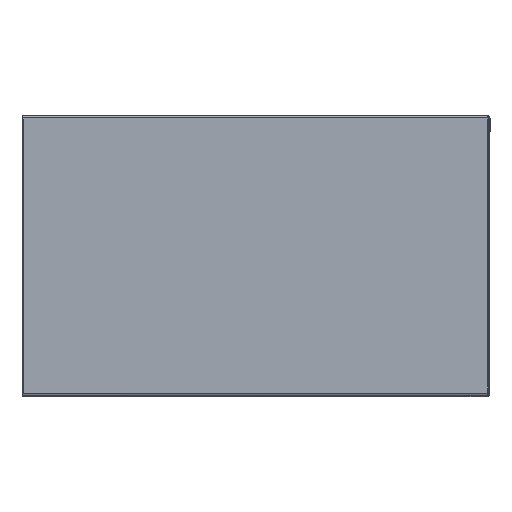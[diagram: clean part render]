
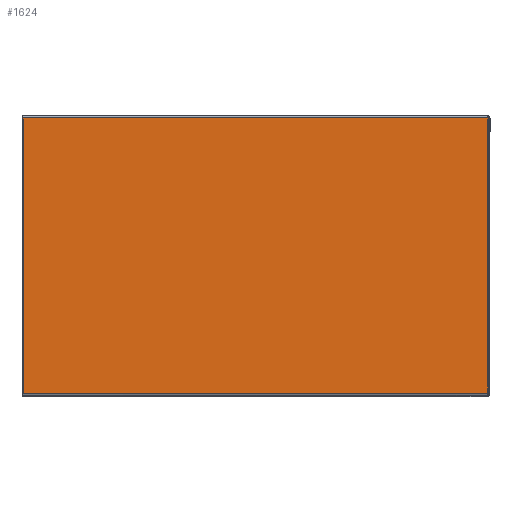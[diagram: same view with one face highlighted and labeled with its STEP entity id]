
A CAD part, top view. The second image highlights one B-rep face of the part: STEP entity #1624.
In plain terms, the highlighted planar face has unit normal (0, 0, 1).
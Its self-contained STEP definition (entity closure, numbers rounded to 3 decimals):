
#24 = CARTESIAN_POINT ( 'NONE',  ( -500., -300., 0. ) ) ;
#32 = ORIENTED_EDGE ( 'NONE', *, *, #3078, .T. ) ;
#72 = CARTESIAN_POINT ( 'NONE',  ( 497., 294., 0. ) ) ;
#171 = EDGE_CURVE ( 'NONE', #4436, #1666, #2917, .T. ) ;
#299 = DIRECTION ( 'NONE',  ( 0., -1., 0. ) ) ;
#416 = DIRECTION ( 'NONE',  ( 1., 0., 0. ) ) ;
#584 = CARTESIAN_POINT ( 'NONE',  ( 0., 0., 0. ) ) ;
#596 = VERTEX_POINT ( 'NONE', #72 ) ;
#877 = AXIS2_PLACEMENT_3D ( 'NONE', #584, #2981, #3658 ) ;
#888 = EDGE_CURVE ( 'NONE', #3522, #596, #3912, .T. ) ;
#1033 = VECTOR ( 'NONE', #299, 1000. ) ;
#1167 = CARTESIAN_POINT ( 'NONE',  ( -500., -294., 0. ) ) ;
#1624 = ADVANCED_FACE ( 'NONE', ( #2952 ), #2577, .F. ) ;
#1666 = VERTEX_POINT ( 'NONE', #4885 ) ;
#1748 = LINE ( 'NONE', #4024, #4815 ) ;
#1769 = VECTOR ( 'NONE', #3942, 1000. ) ;
#1906 = CARTESIAN_POINT ( 'NONE',  ( 495.586, 294., 0. ) ) ;
#2091 = VECTOR ( 'NONE', #4094, 1000. ) ;
#2184 = LINE ( 'NONE', #24, #1033 ) ;
#2458 = EDGE_CURVE ( 'NONE', #2716, #3522, #4635, .T. ) ;
#2577 = PLANE ( 'NONE',  #877 ) ;
#2630 = CARTESIAN_POINT ( 'NONE',  ( 497., -294., 0. ) ) ;
#2716 = VERTEX_POINT ( 'NONE', #3171 ) ;
#2725 = CARTESIAN_POINT ( 'NONE',  ( 497., 0., 0. ) ) ;
#2881 = ORIENTED_EDGE ( 'NONE', *, *, #171, .T. ) ;
#2917 = LINE ( 'NONE', #3760, #2091 ) ;
#2933 = VECTOR ( 'NONE', #416, 1000. ) ;
#2952 = FACE_OUTER_BOUND ( 'NONE', #4073, .T. ) ;
#2981 = DIRECTION ( 'NONE',  ( 0., 0., -1. ) ) ;
#3078 = EDGE_CURVE ( 'NONE', #596, #4436, #1748, .T. ) ;
#3171 = CARTESIAN_POINT ( 'NONE',  ( -500., -294., 0. ) ) ;
#3298 = DIRECTION ( 'NONE',  ( -1., 0., 0. ) ) ;
#3302 = ORIENTED_EDGE ( 'NONE', *, *, #888, .T. ) ;
#3518 = ORIENTED_EDGE ( 'NONE', *, *, #3998, .T. ) ;
#3522 = VERTEX_POINT ( 'NONE', #2630 ) ;
#3658 = DIRECTION ( 'NONE',  ( -1., 0., 0. ) ) ;
#3760 = CARTESIAN_POINT ( 'NONE',  ( 500., 294., 0. ) ) ;
#3912 = LINE ( 'NONE', #2725, #1769 ) ;
#3942 = DIRECTION ( 'NONE',  ( 0., 1., 0. ) ) ;
#3998 = EDGE_CURVE ( 'NONE', #1666, #2716, #2184, .T. ) ;
#4024 = CARTESIAN_POINT ( 'NONE',  ( 500., 294., 0. ) ) ;
#4073 = EDGE_LOOP ( 'NONE', ( #3302, #32, #2881, #3518, #4456 ) ) ;
#4094 = DIRECTION ( 'NONE',  ( -1., 0., 0. ) ) ;
#4436 = VERTEX_POINT ( 'NONE', #1906 ) ;
#4456 = ORIENTED_EDGE ( 'NONE', *, *, #2458, .T. ) ;
#4635 = LINE ( 'NONE', #1167, #2933 ) ;
#4815 = VECTOR ( 'NONE', #3298, 1000. ) ;
#4885 = CARTESIAN_POINT ( 'NONE',  ( -500., 294., 0. ) ) ;
